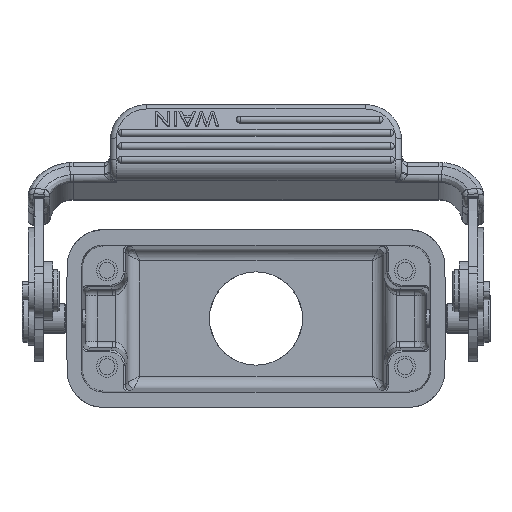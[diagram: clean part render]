
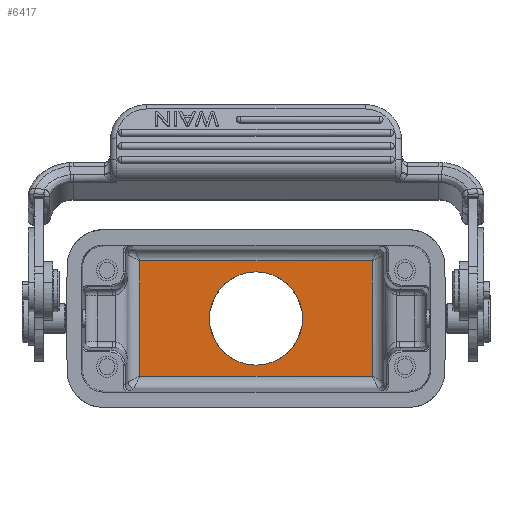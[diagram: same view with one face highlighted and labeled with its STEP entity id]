
A CAD part, front view. The second image highlights one B-rep face of the part: STEP entity #6417.
In plain terms, the highlighted planar face has unit normal (0, -1, 0).
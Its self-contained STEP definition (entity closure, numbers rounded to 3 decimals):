
#57=CARTESIAN_POINT('',(-19.261,42.,9.551));
#73=DIRECTION('',(-1.,0.,0.));
#74=VECTOR('',#73,38.522);
#75=CARTESIAN_POINT('',(19.261,42.,9.551));
#76=LINE('',#75,#74);
#675=CARTESIAN_POINT('',(-19.261,42.,-9.551));
#691=DIRECTION('',(0.,0.,-1.));
#692=VECTOR('',#691,19.103);
#693=CARTESIAN_POINT('',(-19.261,42.,9.551));
#694=LINE('',#693,#692);
#695=CARTESIAN_POINT('',(0.,42.,0.));
#696=DIRECTION('',(0.,-1.,0.));
#697=DIRECTION('',(0.,0.,-1.));
#698=AXIS2_PLACEMENT_3D('',#695,#696,#697);
#700=CARTESIAN_POINT('',(0.,42.,0.));
#701=DIRECTION('',(0.,-1.,0.));
#702=DIRECTION('',(0.,0.,1.));
#703=AXIS2_PLACEMENT_3D('',#700,#701,#702);
#705=DIRECTION('',(0.,0.,1.));
#706=VECTOR('',#705,19.103);
#707=CARTESIAN_POINT('',(19.261,42.,-9.551));
#708=LINE('',#707,#706);
#1207=DIRECTION('',(1.,0.,0.));
#1208=VECTOR('',#1207,38.522);
#1209=CARTESIAN_POINT('',(-19.261,42.,-9.551));
#1210=LINE('',#1209,#1208);
#1389=CARTESIAN_POINT('',(19.261,42.,9.551));
#4299=VERTEX_POINT('',#57);
#4302=VERTEX_POINT('',#1389);
#4426=VERTEX_POINT('',#675);
#4427=CARTESIAN_POINT('',(19.261,42.,-9.551));
#4428=VERTEX_POINT('',#4427);
#4429=CARTESIAN_POINT('',(0.,42.,-7.743));
#4430=CARTESIAN_POINT('',(0.,42.,7.743));
#4431=VERTEX_POINT('',#4429);
#4432=VERTEX_POINT('',#4430);
#6398=CARTESIAN_POINT('',(0.,42.,0.));
#6399=DIRECTION('',(0.,1.,0.));
#6400=DIRECTION('',(0.,0.,-1.));
#6401=AXIS2_PLACEMENT_3D('',#6398,#6399,#6400);
#6402=PLANE('',#6401);
#6404=ORIENTED_EDGE('',*,*,#6403,.F.);
#6406=ORIENTED_EDGE('',*,*,#6405,.F.);
#6407=ORIENTED_EDGE('',*,*,#6393,.F.);
#6408=ORIENTED_EDGE('',*,*,#5371,.F.);
#6409=EDGE_LOOP('',(#6404,#6406,#6407,#6408));
#6410=FACE_OUTER_BOUND('',#6409,.F.);
#6412=ORIENTED_EDGE('',*,*,#6411,.T.);
#6414=ORIENTED_EDGE('',*,*,#6413,.T.);
#6415=EDGE_LOOP('',(#6412,#6414));
#6416=FACE_BOUND('',#6415,.F.);
#6417=ADVANCED_FACE('',(#6410,#6416),#6402,.F.);
#699=CIRCLE('',#698,7.743);
#704=CIRCLE('',#703,7.743);
#5371=EDGE_CURVE('',#4302,#4299,#76,.T.);
#6393=EDGE_CURVE('',#4299,#4426,#694,.T.);
#6403=EDGE_CURVE('',#4428,#4302,#708,.T.);
#6405=EDGE_CURVE('',#4426,#4428,#1210,.T.);
#6411=EDGE_CURVE('',#4431,#4432,#699,.T.);
#6413=EDGE_CURVE('',#4432,#4431,#704,.T.);
